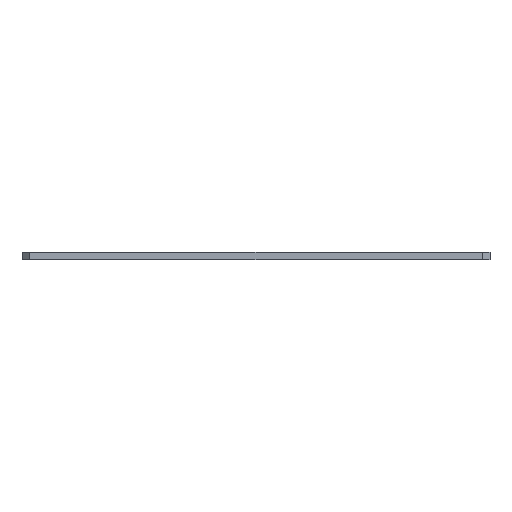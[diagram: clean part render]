
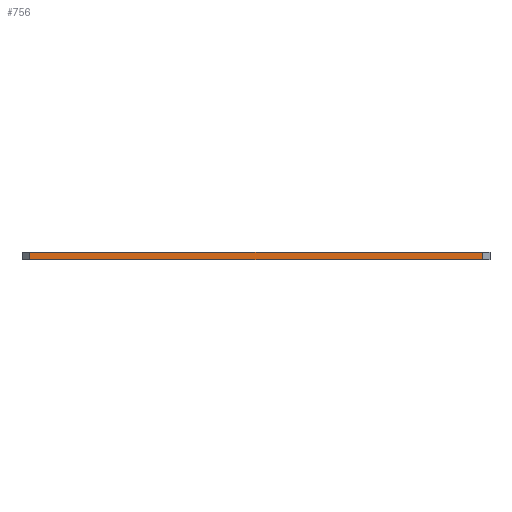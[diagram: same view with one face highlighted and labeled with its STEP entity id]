
A CAD part, front view. The second image highlights one B-rep face of the part: STEP entity #756.
In plain terms, the highlighted planar face has unit normal (0, -1, 0).
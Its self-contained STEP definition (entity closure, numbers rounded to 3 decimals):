
#3 = CARTESIAN_POINT ( 'NONE',  ( 0., -120., -2. ) ) ;
#11 = PLANE ( 'NONE',  #685 ) ;
#62 = DIRECTION ( 'NONE',  ( 0., 1., 0. ) ) ;
#100 = VERTEX_POINT ( 'NONE', #707 ) ;
#107 = EDGE_LOOP ( 'NONE', ( #612, #570, #402, #170 ) ) ;
#149 = VECTOR ( 'NONE', #420, 1000. ) ;
#160 = CARTESIAN_POINT ( 'NONE',  ( 118., -120., -2. ) ) ;
#164 = VERTEX_POINT ( 'NONE', #586 ) ;
#170 = ORIENTED_EDGE ( 'NONE', *, *, #200, .T. ) ;
#171 = VECTOR ( 'NONE', #723, 1000. ) ;
#179 = DIRECTION ( 'NONE',  ( 0., 0., 1. ) ) ;
#198 = FACE_OUTER_BOUND ( 'NONE', #107, .T. ) ;
#200 = EDGE_CURVE ( 'NONE', #100, #164, #637, .T. ) ;
#233 = LINE ( 'NONE', #539, #576 ) ;
#243 = DIRECTION ( 'NONE',  ( -1., 0., 0. ) ) ;
#244 = CARTESIAN_POINT ( 'NONE',  ( 118., -120., 0. ) ) ;
#245 = EDGE_CURVE ( 'NONE', #592, #278, #476, .T. ) ;
#278 = VERTEX_POINT ( 'NONE', #244 ) ;
#318 = DIRECTION ( 'NONE',  ( 0., 0., 1. ) ) ;
#354 = LINE ( 'NONE', #600, #171 ) ;
#402 = ORIENTED_EDGE ( 'NONE', *, *, #676, .T. ) ;
#420 = DIRECTION ( 'NONE',  ( 0., 0., -1. ) ) ;
#476 = LINE ( 'NONE', #614, #487 ) ;
#487 = VECTOR ( 'NONE', #179, 1000. ) ;
#539 = CARTESIAN_POINT ( 'NONE',  ( 0., -120., 0. ) ) ;
#552 = CARTESIAN_POINT ( 'NONE',  ( 2., -120., -2. ) ) ;
#570 = ORIENTED_EDGE ( 'NONE', *, *, #245, .T. ) ;
#576 = VECTOR ( 'NONE', #243, 1000. ) ;
#586 = CARTESIAN_POINT ( 'NONE',  ( 2., -120., -2. ) ) ;
#592 = VERTEX_POINT ( 'NONE', #160 ) ;
#600 = CARTESIAN_POINT ( 'NONE',  ( 0., -120., -2. ) ) ;
#612 = ORIENTED_EDGE ( 'NONE', *, *, #725, .F. ) ;
#614 = CARTESIAN_POINT ( 'NONE',  ( 118., -120., -2. ) ) ;
#637 = LINE ( 'NONE', #552, #149 ) ;
#676 = EDGE_CURVE ( 'NONE', #278, #100, #233, .T. ) ;
#685 = AXIS2_PLACEMENT_3D ( 'NONE', #3, #62, #318 ) ;
#707 = CARTESIAN_POINT ( 'NONE',  ( 2., -120., 0. ) ) ;
#723 = DIRECTION ( 'NONE',  ( -1., 0., 0. ) ) ;
#725 = EDGE_CURVE ( 'NONE', #592, #164, #354, .T. ) ;
#756 = ADVANCED_FACE ( 'NONE', ( #198 ), #11, .F. ) ;
